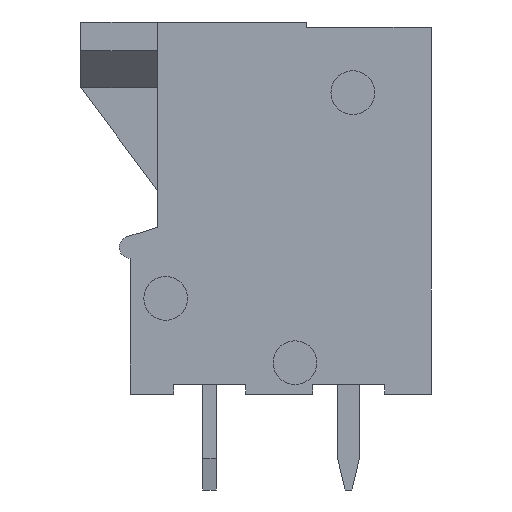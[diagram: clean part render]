
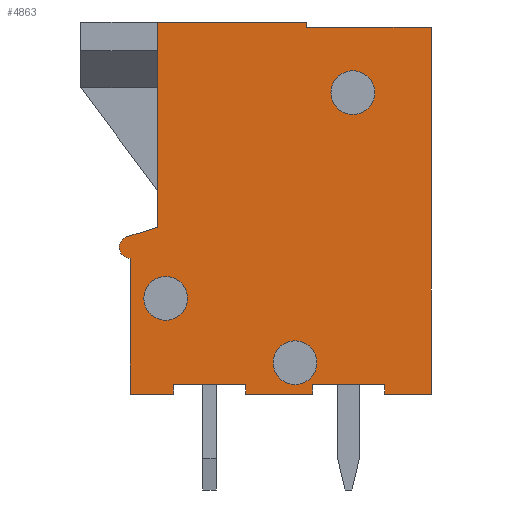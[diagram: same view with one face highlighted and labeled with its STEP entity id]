
A CAD part, left-side view. The second image highlights one B-rep face of the part: STEP entity #4863.
In plain terms, the highlighted planar face has unit normal (-1, 0, 0).
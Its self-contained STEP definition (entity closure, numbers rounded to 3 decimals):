
#115=FACE_BOUND('',#519,.T.);
#116=FACE_BOUND('',#520,.T.);
#117=FACE_BOUND('',#521,.T.);
#150=CIRCLE('',#5197,0.4);
#151=CIRCLE('',#5198,0.8);
#152=CIRCLE('',#5199,0.8);
#153=CIRCLE('',#5200,0.8);
#266=FACE_OUTER_BOUND('',#518,.T.);
#518=EDGE_LOOP('',(#3240,#3241,#3242,#3243,#3244,#3245,#3246,#3247,#3248,
#3249,#3250,#3251,#3252,#3253,#3254,#3255,#3256));
#519=EDGE_LOOP('',(#3257));
#520=EDGE_LOOP('',(#3258));
#521=EDGE_LOOP('',(#3259));
#837=LINE('',#7039,#1411);
#838=LINE('',#7041,#1412);
#839=LINE('',#7043,#1413);
#840=LINE('',#7045,#1414);
#841=LINE('',#7047,#1415);
#842=LINE('',#7049,#1416);
#843=LINE('',#7051,#1417);
#844=LINE('',#7053,#1418);
#845=LINE('',#7055,#1419);
#846=LINE('',#7057,#1420);
#847=LINE('',#7059,#1421);
#848=LINE('',#7061,#1422);
#849=LINE('',#7063,#1423);
#850=LINE('',#7067,#1424);
#851=LINE('',#7069,#1425);
#852=LINE('',#7070,#1426);
#1411=VECTOR('',#5721,1000.);
#1412=VECTOR('',#5722,1000.);
#1413=VECTOR('',#5723,1000.);
#1414=VECTOR('',#5724,1000.);
#1415=VECTOR('',#5725,1000.);
#1416=VECTOR('',#5726,1000.);
#1417=VECTOR('',#5727,1000.);
#1418=VECTOR('',#5728,1000.);
#1419=VECTOR('',#5729,1000.);
#1420=VECTOR('',#5730,1000.);
#1421=VECTOR('',#5731,1000.);
#1422=VECTOR('',#5732,1000.);
#1423=VECTOR('',#5733,1000.);
#1424=VECTOR('',#5736,1000.);
#1425=VECTOR('',#5737,1000.);
#1426=VECTOR('',#5738,1000.);
#1974=VERTEX_POINT('',#7037);
#1975=VERTEX_POINT('',#7038);
#1976=VERTEX_POINT('',#7040);
#1977=VERTEX_POINT('',#7042);
#1978=VERTEX_POINT('',#7044);
#1979=VERTEX_POINT('',#7046);
#1980=VERTEX_POINT('',#7048);
#1981=VERTEX_POINT('',#7050);
#1982=VERTEX_POINT('',#7052);
#1983=VERTEX_POINT('',#7054);
#1984=VERTEX_POINT('',#7056);
#1985=VERTEX_POINT('',#7058);
#1986=VERTEX_POINT('',#7060);
#1987=VERTEX_POINT('',#7062);
#1988=VERTEX_POINT('',#7064);
#1989=VERTEX_POINT('',#7066);
#1990=VERTEX_POINT('',#7068);
#1991=VERTEX_POINT('',#7071);
#1992=VERTEX_POINT('',#7073);
#1993=VERTEX_POINT('',#7075);
#2459=EDGE_CURVE('',#1974,#1975,#837,.T.);
#2460=EDGE_CURVE('',#1974,#1976,#838,.T.);
#2461=EDGE_CURVE('',#1977,#1976,#839,.T.);
#2462=EDGE_CURVE('',#1978,#1977,#840,.T.);
#2463=EDGE_CURVE('',#1979,#1978,#841,.T.);
#2464=EDGE_CURVE('',#1979,#1980,#842,.T.);
#2465=EDGE_CURVE('',#1981,#1980,#843,.T.);
#2466=EDGE_CURVE('',#1982,#1981,#844,.T.);
#2467=EDGE_CURVE('',#1983,#1982,#845,.T.);
#2468=EDGE_CURVE('',#1984,#1983,#846,.T.);
#2469=EDGE_CURVE('',#1985,#1984,#847,.T.);
#2470=EDGE_CURVE('',#1986,#1985,#848,.T.);
#2471=EDGE_CURVE('',#1987,#1986,#849,.T.);
#2472=EDGE_CURVE('',#1988,#1987,#150,.T.);
#2473=EDGE_CURVE('',#1989,#1988,#850,.T.);
#2474=EDGE_CURVE('',#1990,#1989,#851,.T.);
#2475=EDGE_CURVE('',#1975,#1990,#852,.T.);
#2476=EDGE_CURVE('',#1991,#1991,#151,.T.);
#2477=EDGE_CURVE('',#1992,#1992,#152,.T.);
#2478=EDGE_CURVE('',#1993,#1993,#153,.T.);
#3240=ORIENTED_EDGE('',*,*,#2459,.F.);
#3241=ORIENTED_EDGE('',*,*,#2460,.T.);
#3242=ORIENTED_EDGE('',*,*,#2461,.F.);
#3243=ORIENTED_EDGE('',*,*,#2462,.F.);
#3244=ORIENTED_EDGE('',*,*,#2463,.F.);
#3245=ORIENTED_EDGE('',*,*,#2464,.T.);
#3246=ORIENTED_EDGE('',*,*,#2465,.F.);
#3247=ORIENTED_EDGE('',*,*,#2466,.F.);
#3248=ORIENTED_EDGE('',*,*,#2467,.F.);
#3249=ORIENTED_EDGE('',*,*,#2468,.F.);
#3250=ORIENTED_EDGE('',*,*,#2469,.F.);
#3251=ORIENTED_EDGE('',*,*,#2470,.F.);
#3252=ORIENTED_EDGE('',*,*,#2471,.F.);
#3253=ORIENTED_EDGE('',*,*,#2472,.F.);
#3254=ORIENTED_EDGE('',*,*,#2473,.F.);
#3255=ORIENTED_EDGE('',*,*,#2474,.F.);
#3256=ORIENTED_EDGE('',*,*,#2475,.F.);
#3257=ORIENTED_EDGE('',*,*,#2476,.T.);
#3258=ORIENTED_EDGE('',*,*,#2477,.T.);
#3259=ORIENTED_EDGE('',*,*,#2478,.T.);
#4403=PLANE('',#5196);
#4863=ADVANCED_FACE('',(#266,#115,#116,#117),#4403,.F.);
#5196=AXIS2_PLACEMENT_3D('',#7036,#5719,#5720);
#5197=AXIS2_PLACEMENT_3D('',#7065,#5734,#5735);
#5198=AXIS2_PLACEMENT_3D('',#7072,#5739,#5740);
#5199=AXIS2_PLACEMENT_3D('',#7074,#5741,#5742);
#5200=AXIS2_PLACEMENT_3D('',#7076,#5743,#5744);
#5719=DIRECTION('center_axis',(1.,0.,0.));
#5720=DIRECTION('ref_axis',(0.,0.,-1.));
#5721=DIRECTION('',(0.,1.,0.));
#5722=DIRECTION('',(0.,0.,-1.));
#5723=DIRECTION('',(0.,1.,0.));
#5724=DIRECTION('',(0.,0.,-1.));
#5725=DIRECTION('',(0.,1.,0.));
#5726=DIRECTION('',(0.,0.,-1.));
#5727=DIRECTION('',(0.,1.,0.));
#5728=DIRECTION('',(0.,0.,-1.));
#5729=DIRECTION('',(0.,-1.,0.));
#5730=DIRECTION('',(0.,0.,-1.));
#5731=DIRECTION('',(0.,-1.,0.));
#5732=DIRECTION('',(0.,0.,1.));
#5733=DIRECTION('',(0.,-0.954,0.298));
#5734=DIRECTION('center_axis',(1.,0.,0.));
#5735=DIRECTION('ref_axis',(0.,-1.,0.));
#5736=DIRECTION('',(0.,0.,1.));
#5737=DIRECTION('',(0.,1.,0.));
#5738=DIRECTION('',(0.,0.,-1.));
#5739=DIRECTION('center_axis',(1.,0.,0.));
#5740=DIRECTION('ref_axis',(0.,-1.,0.));
#5741=DIRECTION('center_axis',(1.,0.,0.));
#5742=DIRECTION('ref_axis',(0.,-1.,0.));
#5743=DIRECTION('center_axis',(1.,0.,0.));
#5744=DIRECTION('ref_axis',(0.,-1.,0.));
#7036=CARTESIAN_POINT('Origin',(-1.27,5.5,-1.332));
#7037=CARTESIAN_POINT('',(-1.27,1.275,-6.35));
#7038=CARTESIAN_POINT('',(-1.27,3.925,-6.35));
#7039=CARTESIAN_POINT('',(-1.27,1.275,-6.35));
#7040=CARTESIAN_POINT('',(-1.27,1.275,-6.7));
#7041=CARTESIAN_POINT('',(-1.27,1.275,-6.35));
#7042=CARTESIAN_POINT('',(-1.27,-1.155,-6.7));
#7043=CARTESIAN_POINT('',(-1.27,-5.5,-6.7));
#7044=CARTESIAN_POINT('',(-1.27,-1.155,-6.35));
#7045=CARTESIAN_POINT('',(-1.27,-1.155,-6.35));
#7046=CARTESIAN_POINT('',(-1.27,-3.805,-6.35));
#7047=CARTESIAN_POINT('',(-1.27,-3.805,-6.35));
#7048=CARTESIAN_POINT('',(-1.27,-3.805,-6.7));
#7049=CARTESIAN_POINT('',(-1.27,-3.805,-6.35));
#7050=CARTESIAN_POINT('',(-1.27,-5.5,-6.7));
#7051=CARTESIAN_POINT('',(-1.27,-5.5,-6.7));
#7052=CARTESIAN_POINT('',(-1.27,-5.5,6.7));
#7053=CARTESIAN_POINT('',(-1.27,-5.5,6.7));
#7054=CARTESIAN_POINT('',(-1.27,-0.95,6.7));
#7055=CARTESIAN_POINT('',(-1.27,-5.5,6.7));
#7056=CARTESIAN_POINT('',(-1.27,-0.95,6.9));
#7057=CARTESIAN_POINT('',(-1.27,-0.95,6.7));
#7058=CARTESIAN_POINT('',(-1.27,4.5,6.9));
#7059=CARTESIAN_POINT('',(-1.27,4.5,6.9));
#7060=CARTESIAN_POINT('',(-1.27,4.5,-0.6));
#7061=CARTESIAN_POINT('',(-1.27,4.5,-0.6));
#7062=CARTESIAN_POINT('',(-1.27,5.619,-0.95));
#7063=CARTESIAN_POINT('',(-1.27,5.619,-0.95));
#7064=CARTESIAN_POINT('',(-1.27,5.5,-1.732));
#7065=CARTESIAN_POINT('Origin',(-1.27,5.5,-1.332));
#7066=CARTESIAN_POINT('',(-1.27,5.5,-6.7));
#7067=CARTESIAN_POINT('',(-1.27,5.5,-6.7));
#7068=CARTESIAN_POINT('',(-1.27,3.925,-6.7));
#7069=CARTESIAN_POINT('',(-1.27,-5.5,-6.7));
#7070=CARTESIAN_POINT('',(-1.27,3.925,-6.35));
#7071=CARTESIAN_POINT('',(-1.27,-2.64,3.52));
#7072=CARTESIAN_POINT('Origin',(-1.27,-2.64,4.32));
#7073=CARTESIAN_POINT('',(-1.27,-0.525,-6.35));
#7074=CARTESIAN_POINT('Origin',(-1.27,-0.525,-5.55));
#7075=CARTESIAN_POINT('',(-1.27,4.2,-4.));
#7076=CARTESIAN_POINT('Origin',(-1.27,4.2,-3.2));
